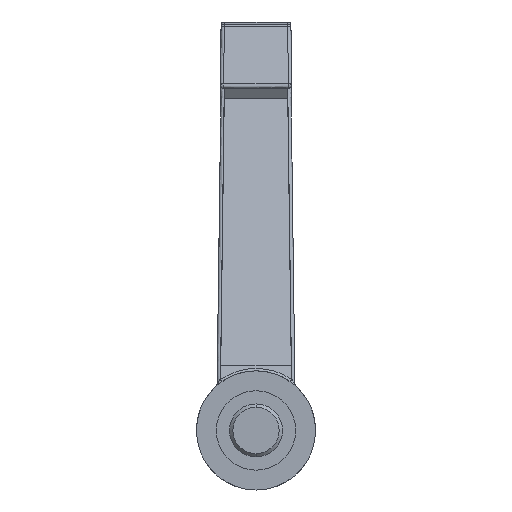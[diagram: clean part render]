
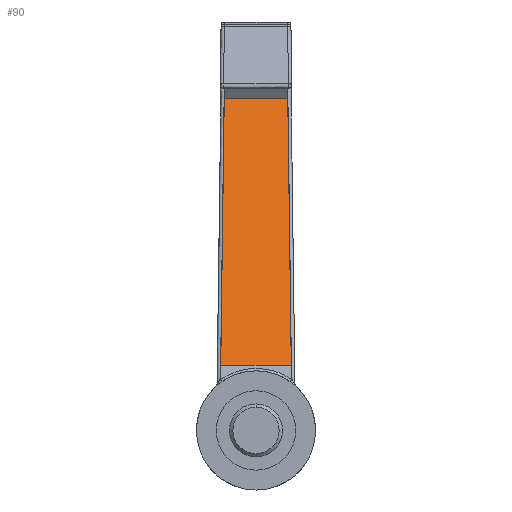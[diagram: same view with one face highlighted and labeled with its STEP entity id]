
A CAD part, front view. The second image highlights one B-rep face of the part: STEP entity #90.
In plain terms, the highlighted planar face has unit normal (0, -0.955, 0.298).
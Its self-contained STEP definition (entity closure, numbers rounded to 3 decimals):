
#90 = ADVANCED_FACE ( 'NONE', ( #659 ), #2847, .T. ) ;
#261 = EDGE_CURVE ( 'NONE', #4026, #3327, #2041, .T. ) ;
#312 = DIRECTION ( 'NONE',  ( -0.012, 0.298, 0.954 ) ) ;
#376 = DIRECTION ( 'NONE',  ( 1., 0., 0. ) ) ;
#659 = FACE_OUTER_BOUND ( 'NONE', #1014, .T. ) ;
#688 = VECTOR ( 'NONE', #312, 1000. ) ;
#743 = LINE ( 'NONE', #1611, #688 ) ;
#833 = DIRECTION ( 'NONE',  ( -1., 0., 0. ) ) ;
#883 = CARTESIAN_POINT ( 'NONE',  ( -5.344, 15.096, 8.368 ) ) ;
#1014 = EDGE_LOOP ( 'NONE', ( #3490, #4368, #5196, #4505 ) ) ;
#1074 = CARTESIAN_POINT ( 'NONE',  ( -5.344, 15.096, 8.368 ) ) ;
#1131 = DIRECTION ( 'NONE',  ( 0., -0.298, -0.954 ) ) ;
#1283 = EDGE_CURVE ( 'NONE', #1807, #4026, #5317, .T. ) ;
#1399 = AXIS2_PLACEMENT_3D ( 'NONE', #4484, #4142, #1131 ) ;
#1505 = CARTESIAN_POINT ( 'NONE',  ( 5.344, 15.096, 8.368 ) ) ;
#1611 = CARTESIAN_POINT ( 'NONE',  ( 5.344, 15.096, 8.368 ) ) ;
#1618 = CARTESIAN_POINT ( 'NONE',  ( 5.344, 15.096, 8.368 ) ) ;
#1807 = VERTEX_POINT ( 'NONE', #4562 ) ;
#2041 = LINE ( 'NONE', #1618, #3514 ) ;
#2054 = CARTESIAN_POINT ( 'NONE',  ( 4.796, 28.169, 50.203 ) ) ;
#2847 = PLANE ( 'NONE',  #1399 ) ;
#2918 = CARTESIAN_POINT ( 'NONE',  ( 4.796, 28.169, 50.203 ) ) ;
#3174 = VECTOR ( 'NONE', #833, 1000. ) ;
#3251 = EDGE_CURVE ( 'NONE', #3651, #1807, #4102, .T. ) ;
#3327 = VERTEX_POINT ( 'NONE', #1505 ) ;
#3490 = ORIENTED_EDGE ( 'NONE', *, *, #4717, .T. ) ;
#3514 = VECTOR ( 'NONE', #376, 1000. ) ;
#3651 = VERTEX_POINT ( 'NONE', #2054 ) ;
#4026 = VERTEX_POINT ( 'NONE', #883 ) ;
#4102 = LINE ( 'NONE', #2918, #3174 ) ;
#4132 = VECTOR ( 'NONE', #5409, 1000. ) ;
#4142 = DIRECTION ( 'NONE',  ( 0., -0.954, 0.298 ) ) ;
#4368 = ORIENTED_EDGE ( 'NONE', *, *, #3251, .T. ) ;
#4484 = CARTESIAN_POINT ( 'NONE',  ( 0., 11.37, -3.553 ) ) ;
#4505 = ORIENTED_EDGE ( 'NONE', *, *, #261, .T. ) ;
#4562 = CARTESIAN_POINT ( 'NONE',  ( -4.796, 28.169, 50.203 ) ) ;
#4717 = EDGE_CURVE ( 'NONE', #3327, #3651, #743, .T. ) ;
#5196 = ORIENTED_EDGE ( 'NONE', *, *, #1283, .T. ) ;
#5317 = LINE ( 'NONE', #1074, #4132 ) ;
#5409 = DIRECTION ( 'NONE',  ( -0.012, -0.298, -0.954 ) ) ;
